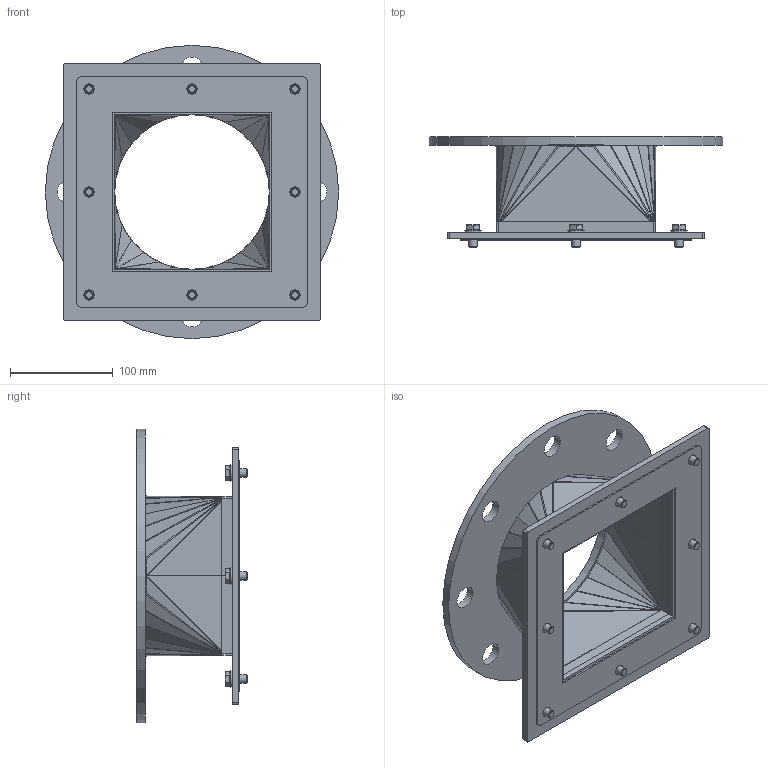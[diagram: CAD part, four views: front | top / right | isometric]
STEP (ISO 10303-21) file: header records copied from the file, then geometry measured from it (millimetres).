
FILE_DESCRIPTION(/* description */ (''),/* implementation_level */ '2;1');
FILE_NAME(/* name */ 'A707_030000.stp',/* time_stamp */ '2019-04-29T07:55:38+02:00',/* author */ ('pw'),/* organization */ (''),/* preprocessor_version */ 'ST-DEVELOPER v16.5',/* originating_system */ 'Autodesk Inventor 2017',/* authorisation */ '');
FILE_SCHEMA (('AUTOMOTIVE_DESIGN { 1 0 10303 214 3 1 1 }'));
Length unit declared in the file: millimetre
Products named in the file (1): A707_030000
Bounding box: 285 x 106.9 x 285 mm (x, y, z)
Volume: 727126 mm3; surface area: 297049.1 mm2
Topology: 2 solids, 2 shells, 596 faces, 1210 edges, 666 vertices
Faces by surface type: plane 246, cylinder 158, bspline 128, cone 64
Full cylindrical faces by diameter (mm): 7.323 x8, 8 x8, 8.4 x8, 10 x24, 11.4 x8, 16 x8, 22 x8, 150 x1, 285 x1
Entity records: 16684 total; most frequent: CARTESIAN_POINT 4787, DIRECTION 2218, ORIENTED_EDGE 2192, EDGE_CURVE 1096, AXIS2_PLACEMENT_3D 821, EDGE_LOOP 756, VERTEX_POINT 642, STYLED_ITEM 598
